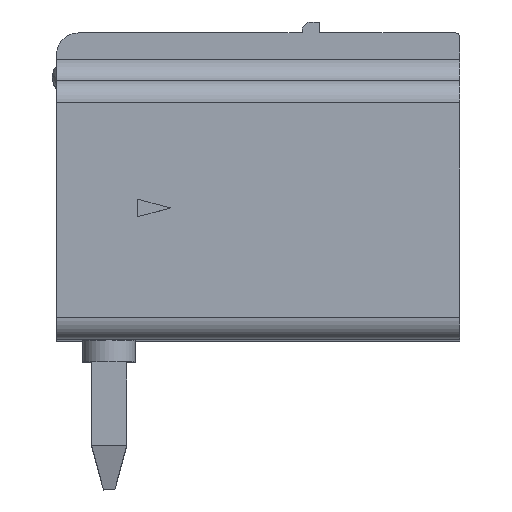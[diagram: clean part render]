
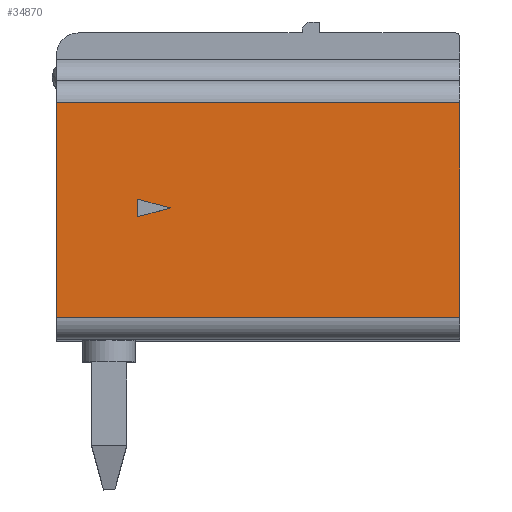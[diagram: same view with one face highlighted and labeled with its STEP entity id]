
A CAD part, top view. The second image highlights one B-rep face of the part: STEP entity #34870.
In plain terms, the highlighted planar face has unit normal (0, 0, 1).
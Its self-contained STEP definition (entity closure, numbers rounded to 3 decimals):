
#23060=CARTESIAN_POINT('',(9.2,0.5,7.1));
#23070=VERTEX_POINT('',#23060);
#23230=CARTESIAN_POINT('',(0.,0.5,7.1));
#23240=VERTEX_POINT('',#23230);
#23270=CARTESIAN_POINT('',(0.,0.5,7.1));
#23280=DIRECTION('',(-1.,0.,0.));
#23290=VECTOR('',#23280,1.);
#23300=LINE('',#23270,#23290);
#23310=EDGE_CURVE('',#23070,#23240,#23300,.T.);
#34100=CARTESIAN_POINT('',(9.2,5.4,7.1));
#34110=VERTEX_POINT('',#34100);
#34140=CARTESIAN_POINT('',(0.,5.4,7.1));
#34150=DIRECTION('',(1.,0.,0.));
#34160=VECTOR('',#34150,1.);
#34170=LINE('',#34140,#34160);
#34180=CARTESIAN_POINT('',(0.,5.4,7.1));
#34190=VERTEX_POINT('',#34180);
#34200=EDGE_CURVE('',#34190,#34110,#34170,.T.);
#34400=CARTESIAN_POINT('',(0.,0.,7.1));
#34410=DIRECTION('',(0.,0.,1.));
#34420=DIRECTION('',(1.,0.,0.));
#34430=AXIS2_PLACEMENT_3D('',#34400,#34410,#34420);
#34440=PLANE('',#34430);
#34450=CARTESIAN_POINT('',(0.,0.,7.1));
#34460=DIRECTION('',(0.,1.,0.));
#34470=VECTOR('',#34460,1.);
#34480=LINE('',#34450,#34470);
#34490=EDGE_CURVE('',#23240,#34190,#34480,.T.);
#34500=ORIENTED_EDGE('',*,*,#34490,.F.);
#34510=ORIENTED_EDGE('',*,*,#34200,.F.);
#34520=CARTESIAN_POINT('',(9.2,0.,7.1));
#34530=DIRECTION('',(0.,1.,0.));
#34540=VECTOR('',#34530,1.);
#34550=LINE('',#34520,#34540);
#34560=EDGE_CURVE('',#23070,#34110,#34550,.T.);
#34570=ORIENTED_EDGE('',*,*,#34560,.T.);
#34580=ORIENTED_EDGE('',*,*,#23310,.F.);
#34590=EDGE_LOOP('',(#34580,#34570,#34510,#34500));
#34600=FACE_OUTER_BOUND('',#34590,.T.);
#34610=CARTESIAN_POINT('',(0.,2.303,7.1));
#34620=DIRECTION('',(-0.966,-0.259,0.));
#34630=VECTOR('',#34620,1.);
#34640=LINE('',#34610,#34630);
#34650=CARTESIAN_POINT('',(2.6,3.,7.1));
#34660=VERTEX_POINT('',#34650);
#34670=CARTESIAN_POINT('',(1.85,2.799,7.1));
#34680=VERTEX_POINT('',#34670);
#34690=EDGE_CURVE('',#34660,#34680,#34640,.T.);
#34700=ORIENTED_EDGE('',*,*,#34690,.T.);
#34710=CARTESIAN_POINT('',(0.,3.697,7.1));
#34720=DIRECTION('',(0.966,-0.259,0.));
#34730=VECTOR('',#34720,1.);
#34740=LINE('',#34710,#34730);
#34750=CARTESIAN_POINT('',(1.85,3.201,7.1));
#34760=VERTEX_POINT('',#34750);
#34770=EDGE_CURVE('',#34760,#34660,#34740,.T.);
#34780=ORIENTED_EDGE('',*,*,#34770,.T.);
#34790=CARTESIAN_POINT('',(1.85,0.,7.1));
#34800=DIRECTION('',(0.,1.,0.));
#34810=VECTOR('',#34800,1.);
#34820=LINE('',#34790,#34810);
#34830=EDGE_CURVE('',#34680,#34760,#34820,.T.);
#34840=ORIENTED_EDGE('',*,*,#34830,.T.);
#34850=EDGE_LOOP('',(#34840,#34780,#34700));
#34860=FACE_BOUND('',#34850,.T.);
#34870=ADVANCED_FACE('',(#34600,#34860),#34440,.T.);
